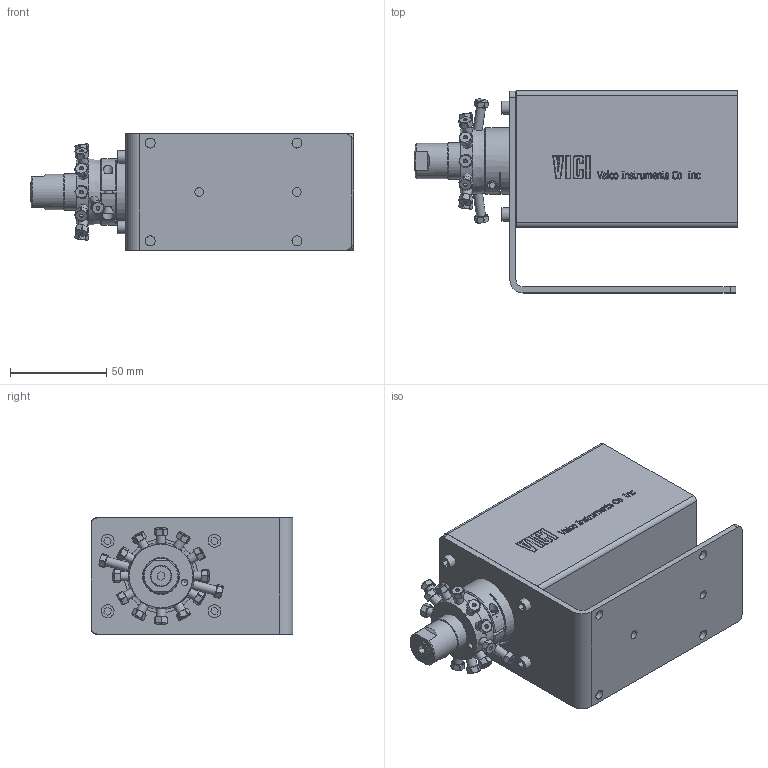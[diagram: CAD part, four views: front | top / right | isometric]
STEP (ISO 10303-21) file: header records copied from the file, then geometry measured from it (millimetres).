
FILE_DESCRIPTION((''),'2;1');
FILE_NAME('506383-EUTACST6UWE 6mpos valve with universal actuator.stp','2013-08-27T09:54:37',('Franzp'),(''),'Autodesk Inventor 2013','Autodesk Inventor 2013','');
FILE_SCHEMA(('AUTOMOTIVE_DESIGN { 1 0 10303 214 1 1 1 1 }'));
Length unit declared in the file: millimetre
Products named in the file (1): 506383_Shrinkwrap_1
Bounding box: 167.87 x 104.98 x 60.34 mm (x, y, z)
Surface area: 99128.2 mm2 (no closed solid volume)
Topology: 0 solids, 124 shells, 403 faces, 2845 edges, 2497 vertices
Faces by surface type: plane 285, cylinder 84, cone 34
Full cylindrical faces by diameter (mm): 1.71 x2, 1.727 x12, 2 x1, 3.2 x1, 3.302 x1, 4.166 x1, 4.445 x2, 4.7 x2, 4.826 x12, 5.156 x4, 5.78 x1, 5.94 x1, 6.35 x1, 6.7 x4, 13.97 x1, 18.415 x1, 19.05 x2, 19.075 x1, 34.671 x1, 38.1 x1
Entity records: 28985 total; most frequent: CARTESIAN_POINT 9309, ORIENTED_EDGE 3230, DIRECTION 3126, EDGE_CURVE 2706, VERTEX_POINT 2442, VECTOR 1390, LINE 1390, AXIS2_PLACEMENT_3D 868
